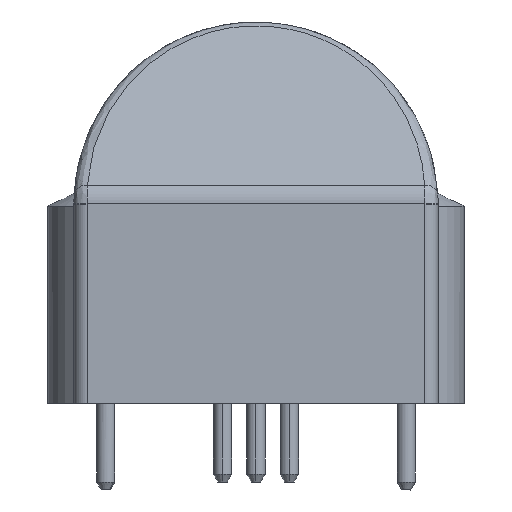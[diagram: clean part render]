
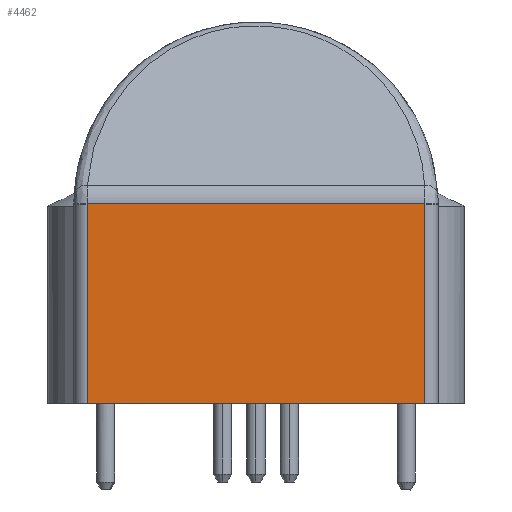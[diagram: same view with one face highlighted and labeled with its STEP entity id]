
A CAD part, left-side view. The second image highlights one B-rep face of the part: STEP entity #4462.
In plain terms, the highlighted planar face has unit normal (-1, 0, 0).
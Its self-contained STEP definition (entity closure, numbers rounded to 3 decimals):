
#2896=CARTESIAN_POINT('',(-7.215,6.425,0.0));
#2897=VERTEX_POINT('',#2896);
#2898=CARTESIAN_POINT('',(-7.215,-6.425,0.0));
#2899=VERTEX_POINT('',#2898);
#2900=CARTESIAN_POINT('',(-7.215,6.425,0.0));
#2901=DIRECTION('',(0.0,-1.0,0.0));
#2902=VECTOR('',#2901,12.85);
#2903=LINE('',#2900,#2902);
#2904=EDGE_CURVE('',#2897,#2899,#2903,.T.);
#3244=CARTESIAN_POINT('',(-7.215,-6.425,7.575));
#3245=VERTEX_POINT('',#3244);
#3255=CARTESIAN_POINT('',(-7.215,-6.425,7.575));
#3256=DIRECTION('',(0.0,0.0,-1.0));
#3257=VECTOR('',#3256,7.575);
#3258=LINE('',#3255,#3257);
#3259=EDGE_CURVE('',#3245,#2899,#3258,.T.);
#3277=CARTESIAN_POINT('',(-7.215,6.425,7.575));
#3278=VERTEX_POINT('',#3277);
#3279=CARTESIAN_POINT('',(-7.215,6.425,0.0));
#3280=DIRECTION('',(0.0,0.0,1.0));
#3281=VECTOR('',#3280,7.575);
#3282=LINE('',#3279,#3281);
#3283=EDGE_CURVE('',#2897,#3278,#3282,.T.);
#3340=CARTESIAN_POINT('',(-7.215,6.425,7.586));
#3341=VERTEX_POINT('',#3340);
#3352=CARTESIAN_POINT('',(-7.215,-6.425,7.586));
#3353=VERTEX_POINT('',#3352);
#3354=CARTESIAN_POINT('',(-7.215,6.425,7.586));
#3355=DIRECTION('',(0.0,-1.0,0.0));
#3356=VECTOR('',#3355,12.85);
#3357=LINE('',#3354,#3356);
#3358=EDGE_CURVE('',#3341,#3353,#3357,.T.);
#4437=CARTESIAN_POINT('',(-7.215,-7.068,7.965));
#4438=DIRECTION('',(1.0,0.0,0.0));
#4439=DIRECTION('',(0.0,0.0,-1.0));
#4440=AXIS2_PLACEMENT_3D('',#4437,#4438,#4439);
#4441=PLANE('',#4440);
#4442=ORIENTED_EDGE('',*,*,#3259,.F.);
#4443=CARTESIAN_POINT('',(-7.215,0.,7.575));
#4444=DIRECTION('',(1.0,0.0,0.0));
#4445=DIRECTION('',(0.0,-1.,0.001));
#4446=AXIS2_PLACEMENT_3D('',#4443,#4444,#4445);
#4447=CIRCLE('',#4446,6.425);
#4448=EDGE_CURVE('',#3353,#3245,#4447,.T.);
#4449=ORIENTED_EDGE('',*,*,#4448,.F.);
#4450=ORIENTED_EDGE('',*,*,#3358,.F.);
#4451=CARTESIAN_POINT('',(-7.215,0.,7.575));
#4452=DIRECTION('',(1.0,0.0,0.0));
#4453=DIRECTION('',(0.0,1.,0.001));
#4454=AXIS2_PLACEMENT_3D('',#4451,#4452,#4453);
#4455=CIRCLE('',#4454,6.425);
#4456=EDGE_CURVE('',#3278,#3341,#4455,.T.);
#4457=ORIENTED_EDGE('',*,*,#4456,.F.);
#4458=ORIENTED_EDGE('',*,*,#3283,.F.);
#4459=ORIENTED_EDGE('',*,*,#2904,.T.);
#4460=EDGE_LOOP('',(#4442,#4449,#4450,#4457,#4458,#4459));
#4461=FACE_OUTER_BOUND('',#4460,.T.);
#4462=ADVANCED_FACE('',(#4461),#4441,.F.);
